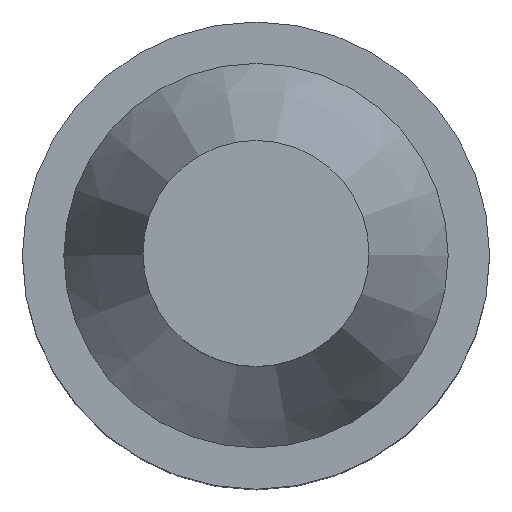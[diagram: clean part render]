
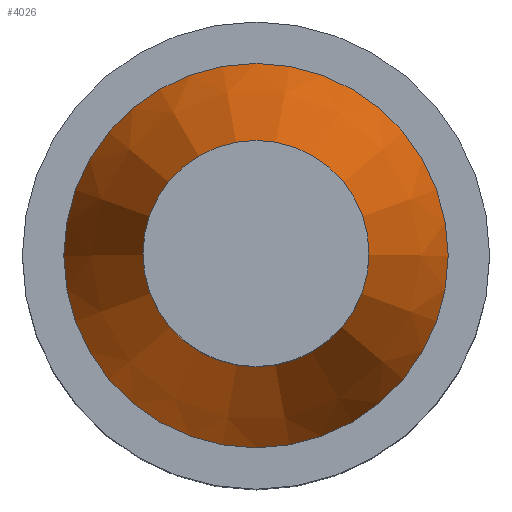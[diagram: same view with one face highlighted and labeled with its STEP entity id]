
A CAD part, top view. The second image highlights one B-rep face of the part: STEP entity #4026.
In plain terms, the highlighted conical face has half-angle 19.926 degrees and reference radius 5.5 mm.
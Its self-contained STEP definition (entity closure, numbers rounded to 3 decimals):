
#26=CONICAL_SURFACE($,#4169,5.5,19.926);
#52=CIRCLE($,#4168,5.5);
#53=CIRCLE($,#4170,12.75);
#273=FACE_OUTER_BOUND($,#1342,.T.);
#1073=FACE_BOUND($,#1343,.T.);
#1342=EDGE_LOOP($,(#3678));
#1343=EDGE_LOOP($,(#3679));
#1966=VERTEX_POINT($,#7788);
#1967=VERTEX_POINT($,#7791);
#2540=EDGE_CURVE($,#1966,#1966,#52,.T.);
#2541=EDGE_CURVE($,#1967,#1967,#53,.T.);
#3678=ORIENTED_EDGE($,*,*,#2540,.T.);
#3679=ORIENTED_EDGE($,*,*,#2541,.F.);
#4026=ADVANCED_FACE($,(#273,#1073),#26,.T.);
#4168=AXIS2_PLACEMENT_3D($,#7789,#4765,#4766);
#4169=AXIS2_PLACEMENT_3D($,#7790,#4767,#4768);
#4170=AXIS2_PLACEMENT_3D($,#7792,#4769,#4770);
#4765=DIRECTION('center_axis',(0.,0.,-1.));
#4766=DIRECTION('ref_axis',(-1.,0.,0.));
#4767=DIRECTION('center_axis',(0.,0.,-1.));
#4768=DIRECTION('ref_axis',(1.,0.,0.));
#4769=DIRECTION('center_axis',(0.,0.,-1.));
#4770=DIRECTION('ref_axis',(1.,0.,0.));
#7788=CARTESIAN_POINT('',(-5.5,0.,48.));
#7789=CARTESIAN_POINT('Origin',(0.,0.,48.));
#7790=CARTESIAN_POINT('Origin',(0.,0.,48.));
#7791=CARTESIAN_POINT('',(-12.75,0.,28.));
#7792=CARTESIAN_POINT('Origin',(0.,0.,28.));
